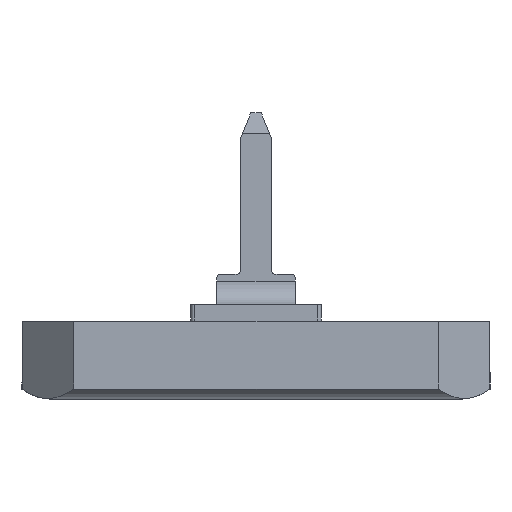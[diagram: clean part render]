
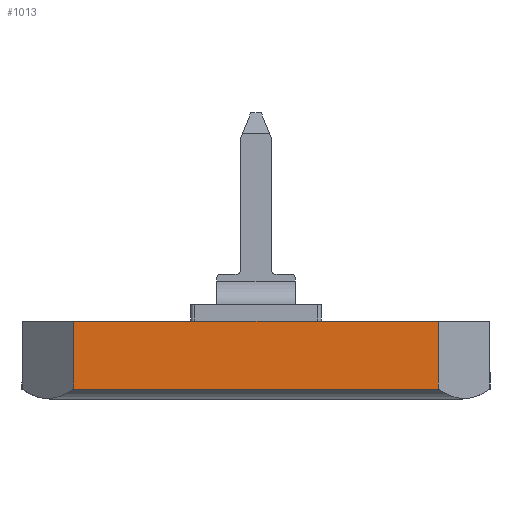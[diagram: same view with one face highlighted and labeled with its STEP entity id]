
A CAD part, left-side view. The second image highlights one B-rep face of the part: STEP entity #1013.
In plain terms, the highlighted planar face has unit normal (-1, 0, 0).
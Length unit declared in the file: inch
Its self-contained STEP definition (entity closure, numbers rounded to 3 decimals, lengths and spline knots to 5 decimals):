
#34 = DIRECTION ( 'NONE',  ( 0., 1., 0. ) ) ;
#46 = LINE ( 'NONE', #1349, #2631 ) ;
#122 = CARTESIAN_POINT ( 'NONE',  ( 0., 0., 0.118 ) ) ;
#138 = ORIENTED_EDGE ( 'NONE', *, *, #579, .T. ) ;
#148 = ORIENTED_EDGE ( 'NONE', *, *, #1787, .F. ) ;
#263 = ORIENTED_EDGE ( 'NONE', *, *, #762, .T. ) ;
#302 = CARTESIAN_POINT ( 'NONE',  ( 0., -0.63, 0.118 ) ) ;
#331 = LINE ( 'NONE', #1447, #1146 ) ;
#361 = VECTOR ( 'NONE', #452, 39.37008 ) ;
#452 = DIRECTION ( 'NONE',  ( 0., -1., 0. ) ) ;
#464 = EDGE_CURVE ( 'NONE', #1530, #2393, #46, .T. ) ;
#469 = LINE ( 'NONE', #769, #1822 ) ;
#579 = EDGE_CURVE ( 'NONE', #1897, #2123, #469, .T. ) ;
#601 = DIRECTION ( 'NONE',  ( 0., 0., -1. ) ) ;
#670 = DIRECTION ( 'NONE',  ( 0., -1., 0. ) ) ;
#762 = EDGE_CURVE ( 'NONE', #2393, #1897, #1591, .T. ) ;
#769 = CARTESIAN_POINT ( 'NONE',  ( 0., -0.63, 0.118 ) ) ;
#903 = CARTESIAN_POINT ( 'NONE',  ( 0., -0.078, 0.01515 ) ) ;
#1013 = ADVANCED_FACE ( 'NONE', ( #1075 ), #1151, .F. ) ;
#1075 = FACE_OUTER_BOUND ( 'NONE', #2440, .T. ) ;
#1126 = AXIS2_PLACEMENT_3D ( 'NONE', #122, #1824, #34 ) ;
#1146 = VECTOR ( 'NONE', #670, 39.37008 ) ;
#1151 = PLANE ( 'NONE',  #1126 ) ;
#1349 = CARTESIAN_POINT ( 'NONE',  ( 0., -0.078, 0.118 ) ) ;
#1398 = CARTESIAN_POINT ( 'NONE',  ( 0., -0.078, 0.118 ) ) ;
#1447 = CARTESIAN_POINT ( 'NONE',  ( 0., 0., 0.118 ) ) ;
#1530 = VERTEX_POINT ( 'NONE', #1398 ) ;
#1591 = LINE ( 'NONE', #2302, #361 ) ;
#1687 = CARTESIAN_POINT ( 'NONE',  ( 0., -0.63, 0.01515 ) ) ;
#1787 = EDGE_CURVE ( 'NONE', #1530, #2123, #331, .T. ) ;
#1822 = VECTOR ( 'NONE', #2733, 39.37008 ) ;
#1824 = DIRECTION ( 'NONE',  ( 1., 0., 0. ) ) ;
#1897 = VERTEX_POINT ( 'NONE', #1687 ) ;
#2123 = VERTEX_POINT ( 'NONE', #302 ) ;
#2302 = CARTESIAN_POINT ( 'NONE',  ( 0., 0., 0.01515 ) ) ;
#2393 = VERTEX_POINT ( 'NONE', #903 ) ;
#2439 = ORIENTED_EDGE ( 'NONE', *, *, #464, .T. ) ;
#2440 = EDGE_LOOP ( 'NONE', ( #2439, #263, #138, #148 ) ) ;
#2631 = VECTOR ( 'NONE', #601, 39.37008 ) ;
#2733 = DIRECTION ( 'NONE',  ( 0., 0., 1. ) ) ;
